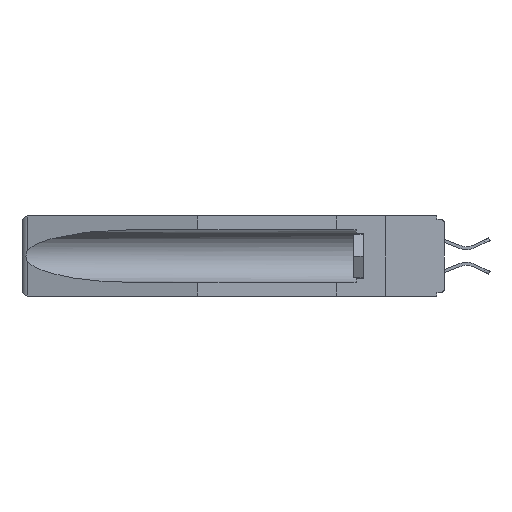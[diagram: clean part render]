
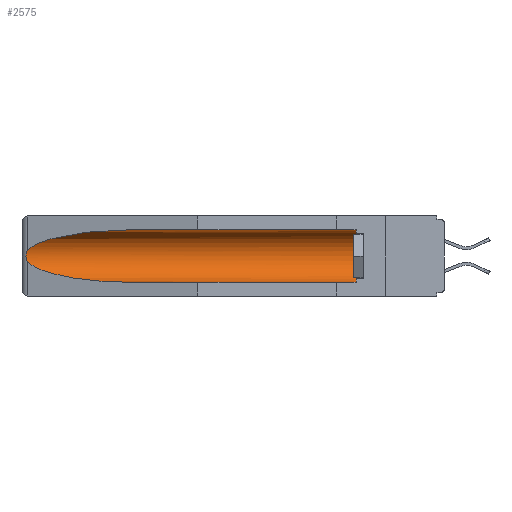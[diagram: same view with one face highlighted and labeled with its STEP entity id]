
A CAD part, left-side view. The second image highlights one B-rep face of the part: STEP entity #2575.
In plain terms, the highlighted cylindrical face has radius 2.857 mm (diameter 5.715 mm), a partial arc.
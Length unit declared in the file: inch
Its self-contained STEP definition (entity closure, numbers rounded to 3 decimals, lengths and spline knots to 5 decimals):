
#240 = DIRECTION ( 'NONE',  ( 0., 1., 0. ) ) ;
#275 = VERTEX_POINT ( 'NONE', #703 ) ;
#438 = VECTOR ( 'NONE', #3848, 39.37008 ) ;
#658 = LINE ( 'NONE', #19418, #7514 ) ;
#703 = CARTESIAN_POINT ( 'NONE',  ( 0.155, 0.126, -0.284 ) ) ;
#1332 = AXIS2_PLACEMENT_3D ( 'NONE', #10834, #6479, #6177 ) ;
#1396 = CARTESIAN_POINT ( 'NONE',  ( 0.26537, 1.52718, -0.14972 ) ) ;
#1500 = CARTESIAN_POINT ( 'NONE',  ( 0.26597, 1.5296, -0.19026 ) ) ;
#1639 = CARTESIAN_POINT ( 'NONE',  ( 0.25451, 1.48313, -0.24835 ) ) ;
#1700 = CARTESIAN_POINT ( 'NONE',  ( 0.26655, 1.53094, -0.18657 ) ) ;
#1795 = CARTESIAN_POINT ( 'NONE',  ( 0.26537, 1.52718, -0.19328 ) ) ;
#2196 = ORIENTED_EDGE ( 'NONE', *, *, #13461, .T. ) ;
#2452 = CARTESIAN_POINT ( 'NONE',  ( 0.155, -0.30754, -0.1715 ) ) ;
#2575 = ADVANCED_FACE ( 'NONE', ( #18827 ), #11630, .F. ) ;
#3356 = CARTESIAN_POINT ( 'NONE',  ( 0.26537, 1.52718, -0.14972 ) ) ;
#3819 = CARTESIAN_POINT ( 'NONE',  ( 0.26597, 1.52961, -0.15275 ) ) ;
#3848 = DIRECTION ( 'NONE',  ( 0., 1., 0. ) ) ;
#3970 = CARTESIAN_POINT ( 'NONE',  ( 0.155, 1.07973, -0.284 ) ) ;
#3999 = VERTEX_POINT ( 'NONE', #27642 ) ;
#4328 = ORIENTED_EDGE ( 'NONE', *, *, #10663, .T. ) ;
#5413 = CIRCLE ( 'NONE', #1332, 0.1125 ) ;
#6177 = DIRECTION ( 'NONE',  ( 0., 0., 1. ) ) ;
#6356 = CARTESIAN_POINT ( 'NONE',  ( 0.2675, 1.53308, -0.17534 ) ) ;
#6424 =( BOUNDED_CURVE ( )  B_SPLINE_CURVE ( 3, ( #14306, #28222, #16525, #21174 ),
 .UNSPECIFIED., .F., .F. ) 
 B_SPLINE_CURVE_WITH_KNOTS ( ( 4, 4 ),
 ( 4.71239, 6.08839 ),
 .UNSPECIFIED. ) 
 CURVE ( )  GEOMETRIC_REPRESENTATION_ITEM ( )  RATIONAL_B_SPLINE_CURVE ( ( 1., 0.848, 0.848, 1. ) ) 
 REPRESENTATION_ITEM ( '' )  );
#6479 = DIRECTION ( 'NONE',  ( 0., -1., 0. ) ) ;
#6899 = VERTEX_POINT ( 'NONE', #24608 ) ;
#6938 = ORIENTED_EDGE ( 'NONE', *, *, #29421, .T. ) ;
#7514 = VECTOR ( 'NONE', #7895, 39.37008 ) ;
#7638 = VERTEX_POINT ( 'NONE', #1795 ) ;
#7895 = DIRECTION ( 'NONE',  ( 0., 1., 0. ) ) ;
#8646 =( BOUNDED_CURVE ( )  B_SPLINE_CURVE ( 3, ( #29289, #1639, #24782, #3970 ),
 .UNSPECIFIED., .F., .F. ) 
 B_SPLINE_CURVE_WITH_KNOTS ( ( 4, 4 ),
 ( 0.1948, 1.5708 ),
 .UNSPECIFIED. ) 
 CURVE ( )  GEOMETRIC_REPRESENTATION_ITEM ( )  RATIONAL_B_SPLINE_CURVE ( ( 1., 0.848, 0.848, 1. ) ) 
 REPRESENTATION_ITEM ( '' )  );
#9265 = ORIENTED_EDGE ( 'NONE', *, *, #21907, .T. ) ;
#10090 = ORIENTED_EDGE ( 'NONE', *, *, #20628, .F. ) ;
#10129 = EDGE_LOOP ( 'NONE', ( #24450, #6938, #4328, #10090, #2196, #9265 ) ) ;
#10663 = EDGE_CURVE ( 'NONE', #7638, #23454, #8646, .T. ) ;
#10814 = CARTESIAN_POINT ( 'NONE',  ( 0.2675, 1.53308, -0.16763 ) ) ;
#10834 = CARTESIAN_POINT ( 'NONE',  ( 0.155, 0.126, -0.1715 ) ) ;
#11630 = CYLINDRICAL_SURFACE ( 'NONE', #27704, 0.1125 ) ;
#13318 = CARTESIAN_POINT ( 'NONE',  ( 0.155, -0.30754, -0.284 ) ) ;
#13461 = EDGE_CURVE ( 'NONE', #275, #3999, #5413, .T. ) ;
#14306 = CARTESIAN_POINT ( 'NONE',  ( 0.155, 1.07973, -0.059 ) ) ;
#15303 = CARTESIAN_POINT ( 'NONE',  ( 0.26537, 1.52718, -0.19328 ) ) ;
#16525 = CARTESIAN_POINT ( 'NONE',  ( 0.25451, 1.48313, -0.09465 ) ) ;
#17386 = VERTEX_POINT ( 'NONE', #3356 ) ;
#17561 = CARTESIAN_POINT ( 'NONE',  ( 0.2673, 1.5327, -0.16383 ) ) ;
#18827 = FACE_OUTER_BOUND ( 'NONE', #10129, .T. ) ;
#19418 = CARTESIAN_POINT ( 'NONE',  ( 0.155, -0.30754, -0.059 ) ) ;
#19872 = CARTESIAN_POINT ( 'NONE',  ( 0.26654, 1.53092, -0.15636 ) ) ;
#20628 = EDGE_CURVE ( 'NONE', #275, #23454, #21027, .T. ) ;
#20764 = EDGE_CURVE ( 'NONE', #6899, #17386, #6424, .T. ) ;
#20923 = DIRECTION ( 'NONE',  ( 0., 0., 1. ) ) ;
#21027 = LINE ( 'NONE', #13318, #438 ) ;
#21174 = CARTESIAN_POINT ( 'NONE',  ( 0.26537, 1.52718, -0.14972 ) ) ;
#21907 = EDGE_CURVE ( 'NONE', #3999, #6899, #658, .T. ) ;
#22219 = CARTESIAN_POINT ( 'NONE',  ( 0.155, 1.07973, -0.284 ) ) ;
#22413 = CARTESIAN_POINT ( 'NONE',  ( 0.2673, 1.53269, -0.17917 ) ) ;
#23454 = VERTEX_POINT ( 'NONE', #22219 ) ;
#24450 = ORIENTED_EDGE ( 'NONE', *, *, #20764, .T. ) ;
#24608 = CARTESIAN_POINT ( 'NONE',  ( 0.155, 1.07973, -0.059 ) ) ;
#24782 = CARTESIAN_POINT ( 'NONE',  ( 0.21114, 1.30732, -0.284 ) ) ;
#25645 = B_SPLINE_CURVE_WITH_KNOTS ( 'NONE', 3,
 ( #1396, #3819, #19872, #17561, #10814, #6356, #22413, #1700, #1500, #15303 ),
 .UNSPECIFIED., .F., .F.,
 ( 4, 2, 2, 2, 4 ),
 ( 0., 0.00029, 0.00058, 0.00087, 0.00117 ),
 .UNSPECIFIED. ) ;
#27642 = CARTESIAN_POINT ( 'NONE',  ( 0.155, 0.126, -0.059 ) ) ;
#27704 = AXIS2_PLACEMENT_3D ( 'NONE', #2452, #240, #20923 ) ;
#28222 = CARTESIAN_POINT ( 'NONE',  ( 0.21114, 1.30732, -0.059 ) ) ;
#29289 = CARTESIAN_POINT ( 'NONE',  ( 0.26537, 1.52718, -0.19328 ) ) ;
#29421 = EDGE_CURVE ( 'NONE', #17386, #7638, #25645, .T. ) ;
